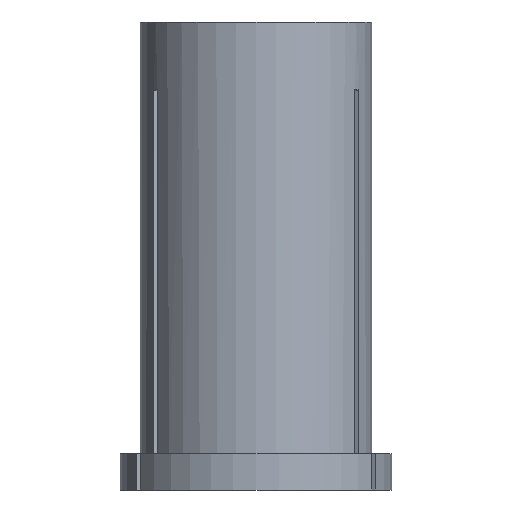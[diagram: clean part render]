
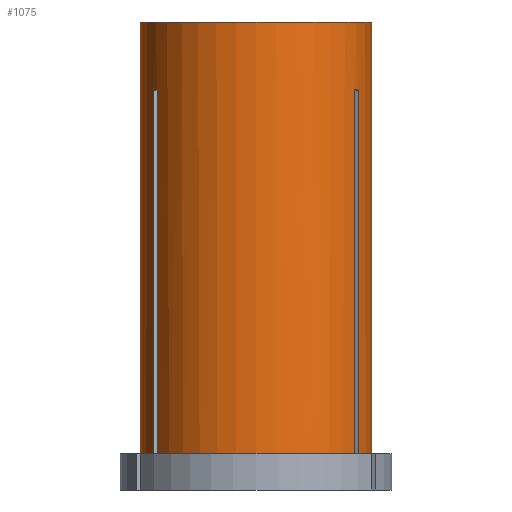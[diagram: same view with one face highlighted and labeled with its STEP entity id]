
A CAD part, front view. The second image highlights one B-rep face of the part: STEP entity #1075.
In plain terms, the highlighted cylindrical face has radius 16 mm (diameter 32 mm), a partial arc.
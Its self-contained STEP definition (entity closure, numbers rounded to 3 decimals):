
#9 = CARTESIAN_POINT ( 'NONE',  ( -13.6, -8.429, -9.347 ) ) ;
#49 = VERTEX_POINT ( 'NONE', #528 ) ;
#56 = CIRCLE ( 'NONE', #821, 16. ) ;
#65 = EDGE_CURVE ( 'NONE', #680, #1196, #762, .T. ) ;
#80 = VERTEX_POINT ( 'NONE', #176 ) ;
#106 = DIRECTION ( 'NONE',  ( 1., 0., 0. ) ) ;
#118 = EDGE_CURVE ( 'NONE', #457, #655, #705, .T. ) ;
#120 = ORIENTED_EDGE ( 'NONE', *, *, #965, .T. ) ;
#130 = CARTESIAN_POINT ( 'NONE',  ( -13.687, -8.288, -9.345 ) ) ;
#146 = CARTESIAN_POINT ( 'NONE',  ( 14.1, -7.563, -9.347 ) ) ;
#167 = CARTESIAN_POINT ( 'NONE',  ( 14.021, -7.709, -9.345 ) ) ;
#176 = CARTESIAN_POINT ( 'NONE',  ( -16., 0., -59.6 ) ) ;
#189 = DIRECTION ( 'NONE',  ( 0., 0., 1. ) ) ;
#192 = CARTESIAN_POINT ( 'NONE',  ( 0., 0., -59.6 ) ) ;
#200 = CARTESIAN_POINT ( 'NONE',  ( 13.94, -7.855, -9.344 ) ) ;
#205 = CARTESIAN_POINT ( 'NONE',  ( -13.858, -8.002, -9.343 ) ) ;
#218 = CARTESIAN_POINT ( 'NONE',  ( 16., 0., 0. ) ) ;
#233 = ORIENTED_EDGE ( 'NONE', *, *, #65, .T. ) ;
#239 = VERTEX_POINT ( 'NONE', #146 ) ;
#265 = B_SPLINE_CURVE_WITH_KNOTS ( 'NONE', 3,
 ( #1357, #788, #205, #130, #481 ),
 .UNSPECIFIED., .F., .F.,
 ( 4, 1, 4 ),
 ( 0.079, 0.079, 0.08 ),
 .UNSPECIFIED. ) ;
#278 = CARTESIAN_POINT ( 'NONE',  ( 0., 0., 0. ) ) ;
#282 = CARTESIAN_POINT ( 'NONE',  ( -13.6, -8.429, 0. ) ) ;
#297 = CARTESIAN_POINT ( 'NONE',  ( -13.6, -8.429, -59.6 ) ) ;
#307 = VECTOR ( 'NONE', #575, 1000. ) ;
#316 = DIRECTION ( 'NONE',  ( 1., 0., 0. ) ) ;
#327 = DIRECTION ( 'NONE',  ( 0., 0., 1. ) ) ;
#331 = AXIS2_PLACEMENT_3D ( 'NONE', #192, #1367, #316 ) ;
#333 = CARTESIAN_POINT ( 'NONE',  ( 0., 0., 0. ) ) ;
#335 = VECTOR ( 'NONE', #327, 1000. ) ;
#397 = DIRECTION ( 'NONE',  ( 0., 0., 1. ) ) ;
#430 = LINE ( 'NONE', #980, #995 ) ;
#432 = LINE ( 'NONE', #684, #335 ) ;
#435 = ORIENTED_EDGE ( 'NONE', *, *, #436, .T. ) ;
#436 = EDGE_CURVE ( 'NONE', #457, #680, #56, .T. ) ;
#457 = VERTEX_POINT ( 'NONE', #297 ) ;
#468 = EDGE_CURVE ( 'NONE', #80, #49, #829, .T. ) ;
#476 = EDGE_CURVE ( 'NONE', #1200, #655, #265, .T. ) ;
#481 = CARTESIAN_POINT ( 'NONE',  ( -13.6, -8.429, -9.347 ) ) ;
#483 = CARTESIAN_POINT ( 'NONE',  ( 14.1, -7.563, -59.6 ) ) ;
#487 = DIRECTION ( 'NONE',  ( 1., 0., 0. ) ) ;
#490 = ORIENTED_EDGE ( 'NONE', *, *, #118, .F. ) ;
#497 = DIRECTION ( 'NONE',  ( 1., 0., 0. ) ) ;
#502 = VERTEX_POINT ( 'NONE', #901 ) ;
#512 = EDGE_CURVE ( 'NONE', #857, #1181, #731, .T. ) ;
#521 = EDGE_CURVE ( 'NONE', #80, #502, #529, .T. ) ;
#528 = CARTESIAN_POINT ( 'NONE',  ( -16., 0., 0. ) ) ;
#529 = CIRCLE ( 'NONE', #331, 16. ) ;
#549 = CARTESIAN_POINT ( 'NONE',  ( 13.773, -8.144, -9.344 ) ) ;
#575 = DIRECTION ( 'NONE',  ( 0., 0., 1. ) ) ;
#578 = EDGE_LOOP ( 'NONE', ( #825, #757, #1273, #1167, #490, #435, #233, #1361, #773, #120, #1179, #1035 ) ) ;
#583 = CARTESIAN_POINT ( 'NONE',  ( 14.1, -7.563, -9.347 ) ) ;
#585 = CIRCLE ( 'NONE', #1074, 16. ) ;
#587 = CARTESIAN_POINT ( 'NONE',  ( -16., 0., 0. ) ) ;
#588 = AXIS2_PLACEMENT_3D ( 'NONE', #333, #865, #106 ) ;
#625 = CYLINDRICAL_SURFACE ( 'NONE', #588, 16. ) ;
#628 = DIRECTION ( 'NONE',  ( 0., 0., 1. ) ) ;
#655 = VERTEX_POINT ( 'NONE', #9 ) ;
#674 = CARTESIAN_POINT ( 'NONE',  ( 13.6, -8.429, -9.347 ) ) ;
#680 = VERTEX_POINT ( 'NONE', #986 ) ;
#684 = CARTESIAN_POINT ( 'NONE',  ( -14.1, -7.563, 0. ) ) ;
#705 = LINE ( 'NONE', #282, #717 ) ;
#709 = EDGE_CURVE ( 'NONE', #907, #239, #430, .T. ) ;
#713 = CARTESIAN_POINT ( 'NONE',  ( -14.1, -7.563, -9.347 ) ) ;
#717 = VECTOR ( 'NONE', #893, 1000. ) ;
#723 = CARTESIAN_POINT ( 'NONE',  ( 16., 0., -59.6 ) ) ;
#731 = LINE ( 'NONE', #771, #307 ) ;
#734 = EDGE_CURVE ( 'NONE', #502, #1200, #432, .T. ) ;
#746 = B_SPLINE_CURVE_WITH_KNOTS ( 'NONE', 3,
 ( #674, #1092, #549, #200, #167, #583 ),
 .UNSPECIFIED., .F., .F.,
 ( 4, 2, 4 ),
 ( 0.087, 0.087, 0.088 ),
 .UNSPECIFIED. ) ;
#751 = VECTOR ( 'NONE', #189, 1000. ) ;
#757 = ORIENTED_EDGE ( 'NONE', *, *, #521, .T. ) ;
#761 = CARTESIAN_POINT ( 'NONE',  ( 0., 0., -59.6 ) ) ;
#762 = LINE ( 'NONE', #1158, #751 ) ;
#771 = CARTESIAN_POINT ( 'NONE',  ( 16., 0., 0. ) ) ;
#773 = ORIENTED_EDGE ( 'NONE', *, *, #709, .F. ) ;
#788 = CARTESIAN_POINT ( 'NONE',  ( -14.021, -7.711, -9.345 ) ) ;
#817 = CARTESIAN_POINT ( 'NONE',  ( 0., 0., -59.6 ) ) ;
#821 = AXIS2_PLACEMENT_3D ( 'NONE', #817, #878, #487 ) ;
#825 = ORIENTED_EDGE ( 'NONE', *, *, #468, .F. ) ;
#829 = LINE ( 'NONE', #587, #837 ) ;
#837 = VECTOR ( 'NONE', #397, 1000. ) ;
#857 = VERTEX_POINT ( 'NONE', #723 ) ;
#865 = DIRECTION ( 'NONE',  ( 0., 0., 1. ) ) ;
#878 = DIRECTION ( 'NONE',  ( 0., 0., 1. ) ) ;
#893 = DIRECTION ( 'NONE',  ( 0., 0., 1. ) ) ;
#901 = CARTESIAN_POINT ( 'NONE',  ( -14.1, -7.563, -59.6 ) ) ;
#907 = VERTEX_POINT ( 'NONE', #483 ) ;
#914 = AXIS2_PLACEMENT_3D ( 'NONE', #761, #628, #497 ) ;
#927 = FACE_OUTER_BOUND ( 'NONE', #578, .T. ) ;
#953 = EDGE_CURVE ( 'NONE', #49, #1181, #585, .T. ) ;
#965 = EDGE_CURVE ( 'NONE', #907, #857, #1011, .T. ) ;
#980 = CARTESIAN_POINT ( 'NONE',  ( 14.1, -7.563, 0. ) ) ;
#986 = CARTESIAN_POINT ( 'NONE',  ( 13.6, -8.429, -59.6 ) ) ;
#989 = CARTESIAN_POINT ( 'NONE',  ( 13.6, -8.429, -9.347 ) ) ;
#995 = VECTOR ( 'NONE', #1222, 1000. ) ;
#1011 = CIRCLE ( 'NONE', #914, 16. ) ;
#1032 = DIRECTION ( 'NONE',  ( 1., 0., 0. ) ) ;
#1035 = ORIENTED_EDGE ( 'NONE', *, *, #953, .F. ) ;
#1074 = AXIS2_PLACEMENT_3D ( 'NONE', #278, #1149, #1032 ) ;
#1075 = ADVANCED_FACE ( 'NONE', ( #927 ), #625, .T. ) ;
#1084 = EDGE_CURVE ( 'NONE', #1196, #239, #746, .T. ) ;
#1092 = CARTESIAN_POINT ( 'NONE',  ( 13.687, -8.287, -9.345 ) ) ;
#1149 = DIRECTION ( 'NONE',  ( 0., 0., 1. ) ) ;
#1158 = CARTESIAN_POINT ( 'NONE',  ( 13.6, -8.429, 0. ) ) ;
#1167 = ORIENTED_EDGE ( 'NONE', *, *, #476, .T. ) ;
#1179 = ORIENTED_EDGE ( 'NONE', *, *, #512, .T. ) ;
#1181 = VERTEX_POINT ( 'NONE', #218 ) ;
#1196 = VERTEX_POINT ( 'NONE', #989 ) ;
#1200 = VERTEX_POINT ( 'NONE', #713 ) ;
#1222 = DIRECTION ( 'NONE',  ( 0., 0., 1. ) ) ;
#1273 = ORIENTED_EDGE ( 'NONE', *, *, #734, .T. ) ;
#1357 = CARTESIAN_POINT ( 'NONE',  ( -14.1, -7.563, -9.347 ) ) ;
#1361 = ORIENTED_EDGE ( 'NONE', *, *, #1084, .T. ) ;
#1367 = DIRECTION ( 'NONE',  ( 0., 0., 1. ) ) ;
